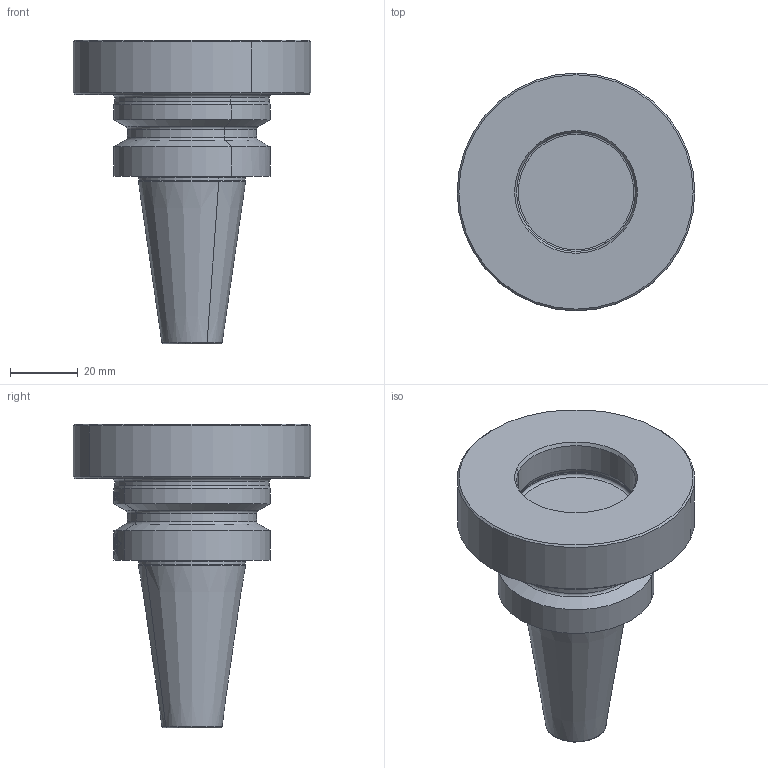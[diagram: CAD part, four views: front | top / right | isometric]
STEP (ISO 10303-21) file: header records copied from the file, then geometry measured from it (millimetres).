
FILE_DESCRIPTION((''),'2;1');
FILE_NAME('606355635-000-00-ED1-DEX','2014-10-13T',('brunnert'),(''),'PRO/ENGINEER BY PARAMETRIC TECHNOLOGY CORPORATION, 2011220','PRO/ENGINEER BY PARAMETRIC TECHNOLOGY CORPORATION, 2011220','');
FILE_SCHEMA(('AUTOMOTIVE_DESIGN_CC2 { 1 2 10303 214 -1 1 5 2 }'));
Length unit declared in the file: millimetre
Products named in the file (1): 606355635-000-00-ED1-DEX
Bounding box: 70 x 70 x 89.4 mm (x, y, z)
Volume: 111203.9 mm3; surface area: 19650 mm2
Topology: 1 solids, 1 shells, 522 faces, 1523 edges, 1036 vertices
Faces by surface type: plane 438, cylinder 39, cone 20, torus 18, extrusion 7
Entity records: 22504 total; most frequent: CARTESIAN_POINT 5073, ORIENTED_EDGE 2882, DIRECTION 2016, PRESENTATION_STYLE_ASSIGNMENT 1571, STYLED_ITEM 1557, CURVE_STYLE 1541, EDGE_CURVE 1441, VERTEX_POINT 946
